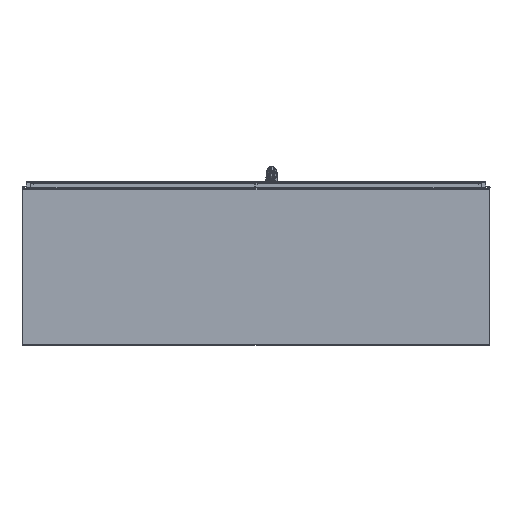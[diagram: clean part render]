
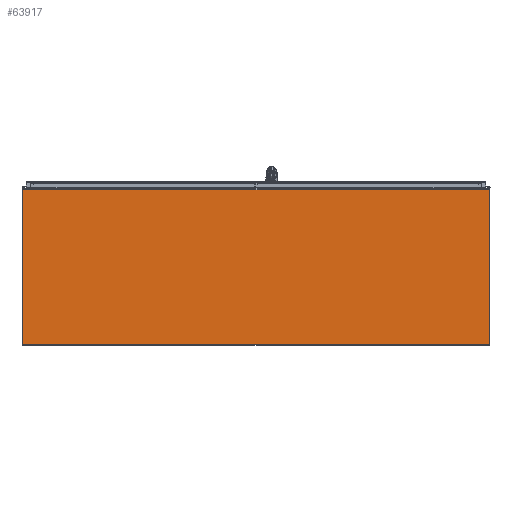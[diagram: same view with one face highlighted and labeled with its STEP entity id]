
A CAD part, front view. The second image highlights one B-rep face of the part: STEP entity #63917.
In plain terms, the highlighted face is planar.
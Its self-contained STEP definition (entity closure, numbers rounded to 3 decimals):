
#11209=PLANE($,#67188);
#12637=FACE_OUTER_BOUND($,#15444,.T.);
#15444=EDGE_LOOP($,(#53062,#53063,#53064,#53065));
#19043=LINE($,#92458,#24032);
#19049=LINE($,#92476,#24038);
#19052=LINE($,#92482,#24041);
#19053=LINE($,#92483,#24042);
#24032=VECTOR($,#75517,71.875);
#24038=VECTOR($,#75541,23.844);
#24041=VECTOR($,#75546,23.844);
#24042=VECTOR($,#75547,71.875);
#32052=VERTEX_POINT($,#92455);
#32053=VERTEX_POINT($,#92457);
#32056=VERTEX_POINT($,#92475);
#32058=VERTEX_POINT($,#92481);
#41386=EDGE_CURVE($,#32053,#32052,#19043,.T.);
#41395=EDGE_CURVE($,#32053,#32056,#19049,.T.);
#41398=EDGE_CURVE($,#32058,#32052,#19052,.T.);
#41399=EDGE_CURVE($,#32056,#32058,#19053,.T.);
#53062=ORIENTED_EDGE($,*,*,#41386,.T.);
#53063=ORIENTED_EDGE($,*,*,#41398,.F.);
#53064=ORIENTED_EDGE($,*,*,#41399,.F.);
#53065=ORIENTED_EDGE($,*,*,#41395,.F.);
#63917=ADVANCED_FACE($,(#12637),#11209,.T.);
#67188=AXIS2_PLACEMENT_3D($,#92480,#75544,#75545);
#75517=DIRECTION($,(-1.,0.,0.));
#75541=DIRECTION($,(0.,-1.,0.));
#75544=DIRECTION('center_axis',(0.,0.,1.));
#75545=DIRECTION('ref_axis',(1.,0.,0.));
#75546=DIRECTION($,(0.,1.,0.));
#75547=DIRECTION($,(-1.,0.,0.));
#92455=CARTESIAN_POINT('',(-35.938,11.844,0.125));
#92457=CARTESIAN_POINT('',(35.938,11.844,0.125));
#92458=CARTESIAN_POINT($,(17.969,11.844,0.125));
#92475=CARTESIAN_POINT('',(35.938,-12.,0.125));
#92476=CARTESIAN_POINT($,(35.938,12.,0.125));
#92480=CARTESIAN_POINT('Origin',(0.,0.,
0.125));
#92481=CARTESIAN_POINT('',(-35.938,-12.,0.125));
#92482=CARTESIAN_POINT($,(-35.938,-12.,0.125));
#92483=CARTESIAN_POINT($,(35.938,-12.,0.125));
